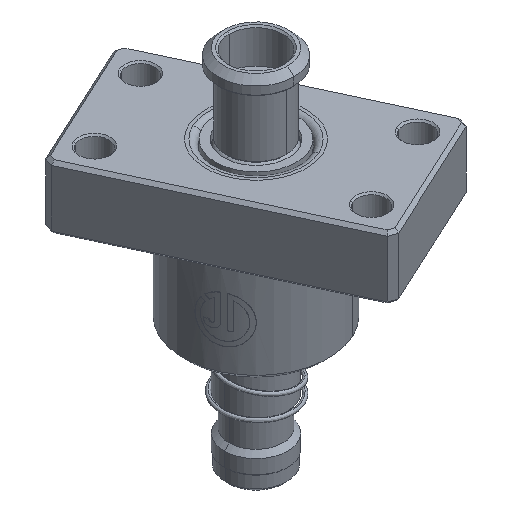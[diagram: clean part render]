
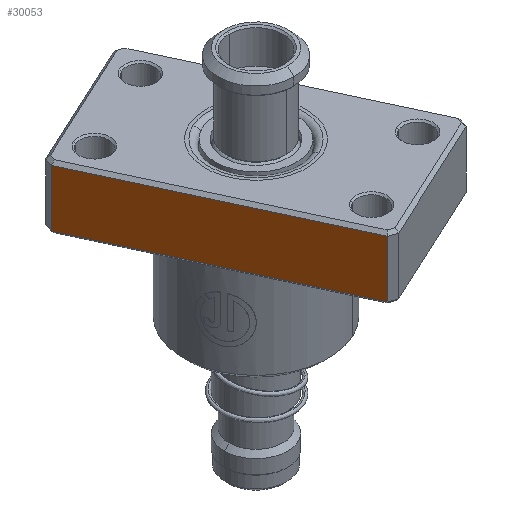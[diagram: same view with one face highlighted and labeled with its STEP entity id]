
A CAD part, isometric view. The second image highlights one B-rep face of the part: STEP entity #30053.
In plain terms, the highlighted face is planar.
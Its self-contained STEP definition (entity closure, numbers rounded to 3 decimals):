
#494 = LINE ( 'NONE', #31902, #29019 ) ;
#1565 = ORIENTED_EDGE ( 'NONE', *, *, #4494, .T. ) ;
#1793 = VERTEX_POINT ( 'NONE', #32994 ) ;
#1815 = EDGE_CURVE ( 'NONE', #6221, #33758, #17071, .T. ) ;
#1991 = DIRECTION ( 'NONE',  ( 0., 0., -1. ) ) ;
#3821 = VERTEX_POINT ( 'NONE', #6907 ) ;
#3986 = DIRECTION ( 'NONE',  ( 0., -1., 0. ) ) ;
#4494 = EDGE_CURVE ( 'NONE', #3821, #6221, #5071, .T. ) ;
#4871 = CARTESIAN_POINT ( 'NONE',  ( 40., 24., 19. ) ) ;
#5071 = LINE ( 'NONE', #4871, #9583 ) ;
#5432 = CARTESIAN_POINT ( 'NONE',  ( 40., 24., 1. ) ) ;
#6221 = VERTEX_POINT ( 'NONE', #12712 ) ;
#6907 = CARTESIAN_POINT ( 'NONE',  ( -40., 24., 19. ) ) ;
#9526 = VECTOR ( 'NONE', #1991, 1000. ) ;
#9583 = VECTOR ( 'NONE', #26099, 1000. ) ;
#10108 = PLANE ( 'NONE',  #40057 ) ;
#12159 = EDGE_CURVE ( 'NONE', #33758, #1793, #494, .T. ) ;
#12712 = CARTESIAN_POINT ( 'NONE',  ( 40., 24., 19. ) ) ;
#14900 = EDGE_LOOP ( 'NONE', ( #27304, #18202, #29553, #1565 ) ) ;
#17071 = LINE ( 'NONE', #17880, #9526 ) ;
#17880 = CARTESIAN_POINT ( 'NONE',  ( 40., 24., 20. ) ) ;
#18202 = ORIENTED_EDGE ( 'NONE', *, *, #12159, .T. ) ;
#19876 = FACE_OUTER_BOUND ( 'NONE', #14900, .T. ) ;
#20104 = DIRECTION ( 'NONE',  ( 0., 0., -1. ) ) ;
#24328 = VECTOR ( 'NONE', #20104, 1000. ) ;
#24954 = EDGE_CURVE ( 'NONE', #3821, #1793, #35608, .T. ) ;
#26099 = DIRECTION ( 'NONE',  ( 1., 0., 0. ) ) ;
#27304 = ORIENTED_EDGE ( 'NONE', *, *, #1815, .T. ) ;
#28232 = DIRECTION ( 'NONE',  ( -1., 0., 0. ) ) ;
#29019 = VECTOR ( 'NONE', #28232, 1000. ) ;
#29270 = CARTESIAN_POINT ( 'NONE',  ( -40., 24., 20. ) ) ;
#29553 = ORIENTED_EDGE ( 'NONE', *, *, #24954, .F. ) ;
#30053 = ADVANCED_FACE ( 'NONE', ( #19876 ), #10108, .F. ) ;
#31902 = CARTESIAN_POINT ( 'NONE',  ( -40., 24., 1. ) ) ;
#31939 = DIRECTION ( 'NONE',  ( 0., 0., -1. ) ) ;
#32994 = CARTESIAN_POINT ( 'NONE',  ( -40., 24., 1. ) ) ;
#33758 = VERTEX_POINT ( 'NONE', #5432 ) ;
#35207 = CARTESIAN_POINT ( 'NONE',  ( -40., 24., 20. ) ) ;
#35608 = LINE ( 'NONE', #35207, #24328 ) ;
#40057 = AXIS2_PLACEMENT_3D ( 'NONE', #29270, #3986, #31939 ) ;
